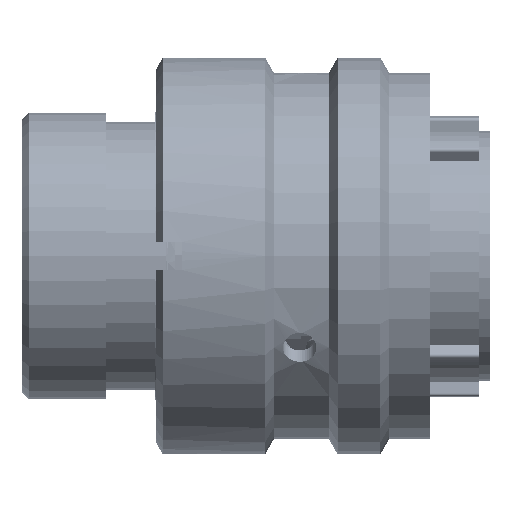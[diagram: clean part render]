
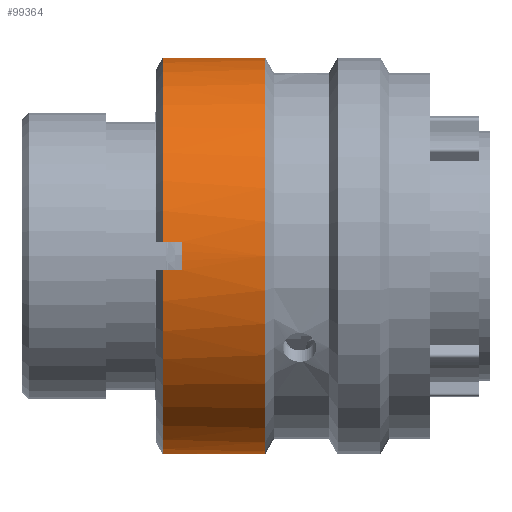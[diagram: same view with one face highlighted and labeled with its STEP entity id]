
A CAD part, front view. The second image highlights one B-rep face of the part: STEP entity #99364.
In plain terms, the highlighted cylindrical face has radius 14.15 mm (diameter 28.3 mm), a partial arc.
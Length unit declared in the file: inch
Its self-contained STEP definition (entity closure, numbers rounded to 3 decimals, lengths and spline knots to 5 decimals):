
#130 = CARTESIAN_POINT ( 'NONE',  ( 1.14449, -0.55569, 0.03937 ) ) ;
#2463 = DIRECTION ( 'NONE',  ( 0., 0., -1. ) ) ;
#5287 = DIRECTION ( 'NONE',  ( 0., 0., 1. ) ) ;
#6775 = VERTEX_POINT ( 'NONE', #58422 ) ;
#6845 = CIRCLE ( 'NONE', #103690, 0.55709 ) ;
#10533 = ORIENTED_EDGE ( 'NONE', *, *, #134111, .T. ) ;
#11019 = CIRCLE ( 'NONE', #146311, 0.55709 ) ;
#11723 = ORIENTED_EDGE ( 'NONE', *, *, #160301, .T. ) ;
#15223 = DIRECTION ( 'NONE',  ( 1., 0., 0. ) ) ;
#16056 = CARTESIAN_POINT ( 'NONE',  ( 1.14449, 0., 0.55709 ) ) ;
#17145 = DIRECTION ( 'NONE',  ( 1., 0., 0. ) ) ;
#20098 = EDGE_CURVE ( 'NONE', #28059, #158160, #198110, .T. ) ;
#20798 = EDGE_CURVE ( 'NONE', #79001, #29162, #37358, .T. ) ;
#23445 = DIRECTION ( 'NONE',  ( 1., 0., 0. ) ) ;
#26095 = ORIENTED_EDGE ( 'NONE', *, *, #102934, .T. ) ;
#28059 = VERTEX_POINT ( 'NONE', #117805 ) ;
#29162 = VERTEX_POINT ( 'NONE', #163472 ) ;
#32922 = ORIENTED_EDGE ( 'NONE', *, *, #46708, .F. ) ;
#37358 = LINE ( 'NONE', #107591, #159814 ) ;
#39114 = VECTOR ( 'NONE', #17145, 39.37008 ) ;
#40152 = CARTESIAN_POINT ( 'NONE',  ( 1.14449, 0., 0. ) ) ;
#46708 = EDGE_CURVE ( 'NONE', #80532, #187777, #142988, .T. ) ;
#46966 = EDGE_CURVE ( 'NONE', #29162, #195700, #135168, .T. ) ;
#47112 = EDGE_LOOP ( 'NONE', ( #32922, #10533, #136017, #132742, #182752, #52394, #184493, #140788, #26095, #11723, #68101, #150650 ) ) ;
#52394 = ORIENTED_EDGE ( 'NONE', *, *, #180710, .T. ) ;
#56573 = DIRECTION ( 'NONE',  ( 1., 0., 0. ) ) ;
#58361 = EDGE_CURVE ( 'NONE', #187777, #92168, #126413, .T. ) ;
#58422 = CARTESIAN_POINT ( 'NONE',  ( 0.44961, -0.55569, 0.03937 ) ) ;
#58752 = DIRECTION ( 'NONE',  ( 1., 0., 0. ) ) ;
#60646 = VECTOR ( 'NONE', #111743, 39.37008 ) ;
#61122 = CARTESIAN_POINT ( 'NONE',  ( 0.44961, -0.03937, -0.55569 ) ) ;
#64670 = CARTESIAN_POINT ( 'NONE',  ( 1.14449, -0.03937, -0.55569 ) ) ;
#67735 = FACE_OUTER_BOUND ( 'NONE', #47112, .T. ) ;
#68101 = ORIENTED_EDGE ( 'NONE', *, *, #92880, .T. ) ;
#71943 = CARTESIAN_POINT ( 'NONE',  ( 0.44961, 0., -0.55709 ) ) ;
#73418 = VERTEX_POINT ( 'NONE', #71943 ) ;
#78144 = CARTESIAN_POINT ( 'NONE',  ( 0.44961, 0., 0. ) ) ;
#79001 = VERTEX_POINT ( 'NONE', #80446 ) ;
#79750 = AXIS2_PLACEMENT_3D ( 'NONE', #40152, #23445, #151862 ) ;
#80446 = CARTESIAN_POINT ( 'NONE',  ( 0.44961, -0.03937, 0.55569 ) ) ;
#80532 = VERTEX_POINT ( 'NONE', #184646 ) ;
#81611 = LINE ( 'NONE', #64670, #39114 ) ;
#86937 = DIRECTION ( 'NONE',  ( -1., 0., 0. ) ) ;
#88575 = DIRECTION ( 'NONE',  ( 1., 0., 0. ) ) ;
#90121 = CYLINDRICAL_SURFACE ( 'NONE', #79750, 0.55709 ) ;
#92168 = VERTEX_POINT ( 'NONE', #122428 ) ;
#92880 = EDGE_CURVE ( 'NONE', #73418, #92168, #118642, .T. ) ;
#92898 = EDGE_CURVE ( 'NONE', #158160, #169857, #98605, .T. ) ;
#94207 = DIRECTION ( 'NONE',  ( 0., 0., 1. ) ) ;
#97870 = VERTEX_POINT ( 'NONE', #61122 ) ;
#97990 = DIRECTION ( 'NONE',  ( 1., 0., 0. ) ) ;
#98605 = CIRCLE ( 'NONE', #107331, 0.55709 ) ;
#99364 = ADVANCED_FACE ( 'NONE', ( #67735 ), #90121, .T. ) ;
#100668 = CARTESIAN_POINT ( 'NONE',  ( 0.39449, -0.55569, 0.03937 ) ) ;
#100816 = DIRECTION ( 'NONE',  ( 1., 0., 0. ) ) ;
#102934 = EDGE_CURVE ( 'NONE', #169857, #97870, #81611, .T. ) ;
#103100 = LINE ( 'NONE', #130, #60646 ) ;
#103690 = AXIS2_PLACEMENT_3D ( 'NONE', #152253, #56573, #168370 ) ;
#107331 = AXIS2_PLACEMENT_3D ( 'NONE', #193805, #97990, #2463 ) ;
#107591 = CARTESIAN_POINT ( 'NONE',  ( 1.14449, -0.03937, 0.55569 ) ) ;
#110924 = CARTESIAN_POINT ( 'NONE',  ( 1.14449, 0., -0.55709 ) ) ;
#111743 = DIRECTION ( 'NONE',  ( 1., 0., 0. ) ) ;
#113108 = VECTOR ( 'NONE', #86937, 39.37008 ) ;
#117805 = CARTESIAN_POINT ( 'NONE',  ( 0.44961, -0.55569, -0.03937 ) ) ;
#118642 = LINE ( 'NONE', #110924, #203708 ) ;
#122428 = CARTESIAN_POINT ( 'NONE',  ( 0.68206, 0., -0.55709 ) ) ;
#126413 = CIRCLE ( 'NONE', #148923, 0.55709 ) ;
#132742 = ORIENTED_EDGE ( 'NONE', *, *, #46966, .T. ) ;
#132927 = VECTOR ( 'NONE', #159219, 39.37008 ) ;
#134111 = EDGE_CURVE ( 'NONE', #80532, #79001, #11019, .T. ) ;
#135092 = CARTESIAN_POINT ( 'NONE',  ( 1.14449, -0.55569, -0.03937 ) ) ;
#135168 = CIRCLE ( 'NONE', #161254, 0.55709 ) ;
#136017 = ORIENTED_EDGE ( 'NONE', *, *, #20798, .T. ) ;
#138410 = EDGE_CURVE ( 'NONE', #195700, #6775, #103100, .T. ) ;
#140788 = ORIENTED_EDGE ( 'NONE', *, *, #92898, .T. ) ;
#142988 = LINE ( 'NONE', #16056, #132927 ) ;
#145997 = CARTESIAN_POINT ( 'NONE',  ( 0.68206, 0., 0.55709 ) ) ;
#146311 = AXIS2_PLACEMENT_3D ( 'NONE', #196601, #100816, #5287 ) ;
#148923 = AXIS2_PLACEMENT_3D ( 'NONE', #154390, #58752, #170520 ) ;
#150650 = ORIENTED_EDGE ( 'NONE', *, *, #58361, .F. ) ;
#151862 = DIRECTION ( 'NONE',  ( 0., 0., -1. ) ) ;
#152253 = CARTESIAN_POINT ( 'NONE',  ( 0.44961, 0., 0. ) ) ;
#154390 = CARTESIAN_POINT ( 'NONE',  ( 0.68206, 0., 0. ) ) ;
#158160 = VERTEX_POINT ( 'NONE', #174097 ) ;
#159219 = DIRECTION ( 'NONE',  ( 1., 0., 0. ) ) ;
#159814 = VECTOR ( 'NONE', #202587, 39.37008 ) ;
#160301 = EDGE_CURVE ( 'NONE', #97870, #73418, #200565, .T. ) ;
#161254 = AXIS2_PLACEMENT_3D ( 'NONE', #184301, #88575, #200335 ) ;
#163472 = CARTESIAN_POINT ( 'NONE',  ( 0.39449, -0.03937, 0.55569 ) ) ;
#168370 = DIRECTION ( 'NONE',  ( 0., 0., 1. ) ) ;
#169857 = VERTEX_POINT ( 'NONE', #189588 ) ;
#170520 = DIRECTION ( 'NONE',  ( 0., 0., -1. ) ) ;
#174097 = CARTESIAN_POINT ( 'NONE',  ( 0.39449, -0.55569, -0.03937 ) ) ;
#180710 = EDGE_CURVE ( 'NONE', #6775, #28059, #6845, .T. ) ;
#182752 = ORIENTED_EDGE ( 'NONE', *, *, #138410, .T. ) ;
#184301 = CARTESIAN_POINT ( 'NONE',  ( 0.39449, 0., 0. ) ) ;
#184493 = ORIENTED_EDGE ( 'NONE', *, *, #20098, .T. ) ;
#184646 = CARTESIAN_POINT ( 'NONE',  ( 0.44961, 0., 0.55709 ) ) ;
#187777 = VERTEX_POINT ( 'NONE', #145997 ) ;
#189588 = CARTESIAN_POINT ( 'NONE',  ( 0.39449, -0.03937, -0.55569 ) ) ;
#189990 = DIRECTION ( 'NONE',  ( 1., 0., 0. ) ) ;
#193805 = CARTESIAN_POINT ( 'NONE',  ( 0.39449, 0., 0. ) ) ;
#195700 = VERTEX_POINT ( 'NONE', #100668 ) ;
#196601 = CARTESIAN_POINT ( 'NONE',  ( 0.44961, 0., 0. ) ) ;
#198110 = LINE ( 'NONE', #135092, #113108 ) ;
#200335 = DIRECTION ( 'NONE',  ( 0., 0., -1. ) ) ;
#200565 = CIRCLE ( 'NONE', #205579, 0.55709 ) ;
#202587 = DIRECTION ( 'NONE',  ( -1., 0., 0. ) ) ;
#203708 = VECTOR ( 'NONE', #15223, 39.37008 ) ;
#205579 = AXIS2_PLACEMENT_3D ( 'NONE', #78144, #189990, #94207 ) ;
